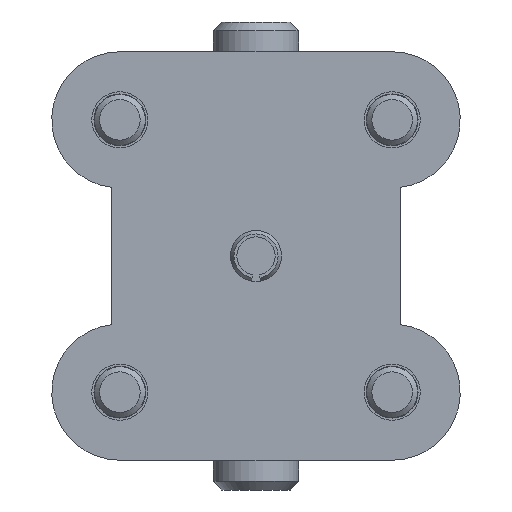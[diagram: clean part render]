
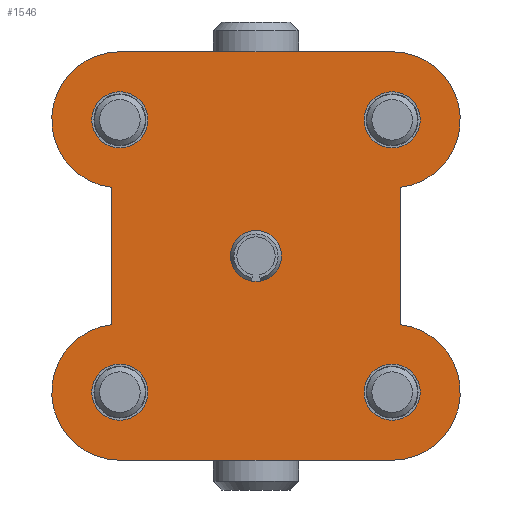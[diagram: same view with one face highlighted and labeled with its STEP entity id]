
A CAD part, front view. The second image highlights one B-rep face of the part: STEP entity #1546.
In plain terms, the highlighted planar face has unit normal (0, -1, 0).
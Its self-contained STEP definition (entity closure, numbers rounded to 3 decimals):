
#139=LINE('',#2483,#241);
#143=LINE('',#2493,#245);
#146=LINE('',#2501,#248);
#149=LINE('',#2509,#251);
#241=VECTOR('',#1946,1000.);
#245=VECTOR('',#1956,1000.);
#248=VECTOR('',#1965,1000.);
#251=VECTOR('',#1974,1000.);
#383=ORIENTED_EDGE('',*,*,#783,.T.);
#384=ORIENTED_EDGE('',*,*,#784,.T.);
#385=ORIENTED_EDGE('',*,*,#785,.T.);
#386=ORIENTED_EDGE('',*,*,#786,.T.);
#387=ORIENTED_EDGE('',*,*,#787,.T.);
#388=ORIENTED_EDGE('',*,*,#767,.F.);
#389=ORIENTED_EDGE('',*,*,#782,.F.);
#390=ORIENTED_EDGE('',*,*,#780,.F.);
#391=ORIENTED_EDGE('',*,*,#778,.F.);
#392=ORIENTED_EDGE('',*,*,#776,.F.);
#393=ORIENTED_EDGE('',*,*,#774,.F.);
#394=ORIENTED_EDGE('',*,*,#772,.F.);
#395=ORIENTED_EDGE('',*,*,#770,.F.);
#767=EDGE_CURVE('',#975,#976,#139,.T.);
#770=EDGE_CURVE('',#976,#977,#1108,.T.);
#772=EDGE_CURVE('',#977,#978,#143,.T.);
#774=EDGE_CURVE('',#978,#979,#1109,.T.);
#776=EDGE_CURVE('',#979,#980,#146,.T.);
#778=EDGE_CURVE('',#980,#981,#1110,.T.);
#780=EDGE_CURVE('',#981,#982,#149,.T.);
#782=EDGE_CURVE('',#982,#975,#1111,.T.);
#783=EDGE_CURVE('',#983,#983,#1112,.T.);
#784=EDGE_CURVE('',#984,#984,#1113,.T.);
#785=EDGE_CURVE('',#985,#985,#1114,.T.);
#786=EDGE_CURVE('',#986,#986,#1115,.T.);
#787=EDGE_CURVE('',#987,#987,#1116,.T.);
#975=VERTEX_POINT('',#2484);
#976=VERTEX_POINT('',#2485);
#977=VERTEX_POINT('',#2490);
#978=VERTEX_POINT('',#2494);
#979=VERTEX_POINT('',#2498);
#980=VERTEX_POINT('',#2502);
#981=VERTEX_POINT('',#2506);
#982=VERTEX_POINT('',#2510);
#983=VERTEX_POINT('',#2516);
#984=VERTEX_POINT('',#2518);
#985=VERTEX_POINT('',#2520);
#986=VERTEX_POINT('',#2522);
#987=VERTEX_POINT('',#2524);
#1108=CIRCLE('',#1711,8.);
#1109=CIRCLE('',#1714,8.);
#1110=CIRCLE('',#1717,8.);
#1111=CIRCLE('',#1720,8.);
#1112=CIRCLE('',#1722,3.3);
#1113=CIRCLE('',#1723,3.3);
#1114=CIRCLE('',#1724,3.3);
#1115=CIRCLE('',#1725,3.3);
#1116=CIRCLE('',#1726,3.);
#1215=EDGE_LOOP('',(#383));
#1216=EDGE_LOOP('',(#384));
#1217=EDGE_LOOP('',(#385));
#1218=EDGE_LOOP('',(#386));
#1219=EDGE_LOOP('',(#387));
#1220=EDGE_LOOP('',(#388,#389,#390,#391,#392,#393,#394,#395));
#1359=FACE_BOUND('',#1215,.T.);
#1360=FACE_BOUND('',#1216,.T.);
#1361=FACE_BOUND('',#1217,.T.);
#1362=FACE_BOUND('',#1218,.T.);
#1363=FACE_BOUND('',#1219,.T.);
#1364=FACE_BOUND('',#1220,.T.);
#1494=PLANE('',#1721);
#1546=ADVANCED_FACE('',(#1359,#1360,#1361,#1362,#1363,#1364),#1494,.F.);
#1711=AXIS2_PLACEMENT_3D('',#2489,#1951,#1952);
#1714=AXIS2_PLACEMENT_3D('',#2497,#1960,#1961);
#1717=AXIS2_PLACEMENT_3D('',#2505,#1969,#1970);
#1720=AXIS2_PLACEMENT_3D('',#2513,#1978,#1979);
#1721=AXIS2_PLACEMENT_3D('',#2514,#1980,#1981);
#1722=AXIS2_PLACEMENT_3D('',#2515,#1982,#1983);
#1723=AXIS2_PLACEMENT_3D('',#2517,#1984,#1985);
#1724=AXIS2_PLACEMENT_3D('',#2519,#1986,#1987);
#1725=AXIS2_PLACEMENT_3D('',#2521,#1988,#1989);
#1726=AXIS2_PLACEMENT_3D('',#2523,#1990,#1991);
#1946=DIRECTION('',(0.,0.,1.));
#1951=DIRECTION('',(0.,1.,0.));
#1952=DIRECTION('',(1.,0.,0.));
#1956=DIRECTION('',(1.,0.,0.));
#1960=DIRECTION('',(0.,1.,0.));
#1961=DIRECTION('',(1.,0.,0.));
#1965=DIRECTION('',(0.,0.,-1.));
#1969=DIRECTION('',(0.,1.,0.));
#1970=DIRECTION('',(1.,0.,0.));
#1974=DIRECTION('',(-1.,0.,0.));
#1978=DIRECTION('',(0.,1.,0.));
#1979=DIRECTION('',(1.,0.,0.));
#1980=DIRECTION('',(0.,1.,0.));
#1981=DIRECTION('',(0.,0.,1.));
#1982=DIRECTION('',(0.,1.,0.));
#1983=DIRECTION('',(1.,0.,0.));
#1984=DIRECTION('',(0.,1.,0.));
#1985=DIRECTION('',(1.,0.,0.));
#1986=DIRECTION('',(0.,1.,0.));
#1987=DIRECTION('',(1.,0.,0.));
#1988=DIRECTION('',(0.,1.,0.));
#1989=DIRECTION('',(1.,0.,0.));
#1990=DIRECTION('',(0.,1.,0.));
#1991=DIRECTION('',(1.,0.,0.));
#2483=CARTESIAN_POINT('',(-17.,0.,-8.063));
#2484=CARTESIAN_POINT('',(-17.,0.,-8.063));
#2485=CARTESIAN_POINT('',(-17.,0.,8.063));
#2489=CARTESIAN_POINT('',(-16.,0.,16.));
#2490=CARTESIAN_POINT('',(-16.,0.,24.));
#2493=CARTESIAN_POINT('',(-16.,0.,24.));
#2494=CARTESIAN_POINT('',(16.,0.,24.));
#2497=CARTESIAN_POINT('',(16.,0.,16.));
#2498=CARTESIAN_POINT('',(17.,0.,8.063));
#2501=CARTESIAN_POINT('',(17.,0.,8.063));
#2502=CARTESIAN_POINT('',(17.,0.,-8.063));
#2505=CARTESIAN_POINT('',(16.,0.,-16.));
#2506=CARTESIAN_POINT('',(16.,0.,-24.));
#2509=CARTESIAN_POINT('',(16.,0.,-24.));
#2510=CARTESIAN_POINT('',(-16.,0.,-24.));
#2513=CARTESIAN_POINT('',(-16.,0.,-16.));
#2514=CARTESIAN_POINT('',(-16.,0.,16.));
#2515=CARTESIAN_POINT('',(16.,0.,-16.));
#2516=CARTESIAN_POINT('',(19.3,0.,-16.));
#2517=CARTESIAN_POINT('',(-16.,0.,-16.));
#2518=CARTESIAN_POINT('',(-12.7,0.,-16.));
#2519=CARTESIAN_POINT('',(16.,0.,16.));
#2520=CARTESIAN_POINT('',(19.3,0.,16.));
#2521=CARTESIAN_POINT('',(-16.,0.,16.));
#2522=CARTESIAN_POINT('',(-12.7,0.,16.));
#2523=CARTESIAN_POINT('',(0.,0.,0.));
#2524=CARTESIAN_POINT('',(3.,0.,0.));
